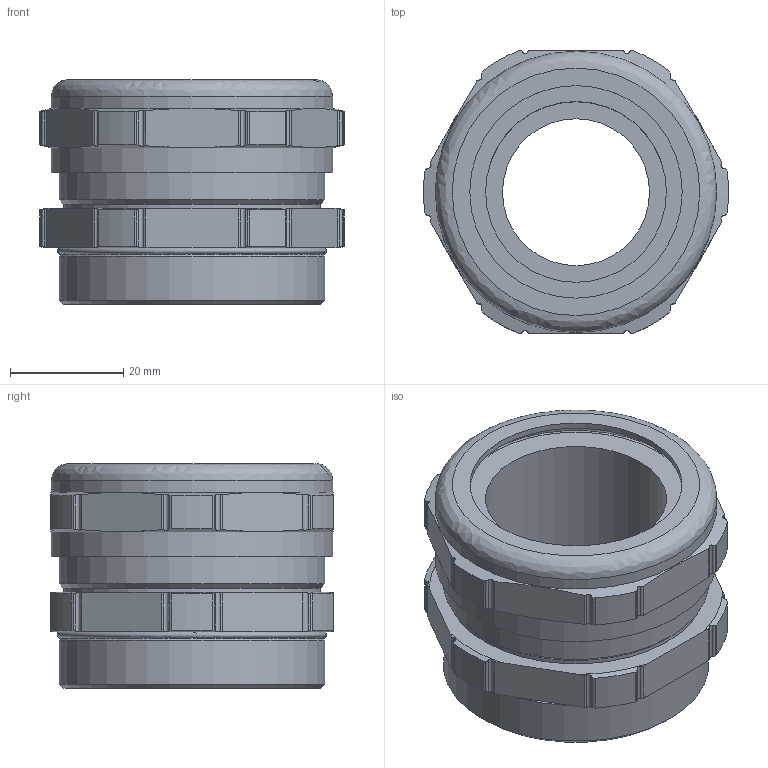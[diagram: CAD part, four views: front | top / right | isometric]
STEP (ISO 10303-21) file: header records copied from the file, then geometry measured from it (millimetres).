
FILE_DESCRIPTION(/* description */ (''),/* implementation_level */ '2;1');
FILE_NAME(/* name */ '100727454ugm000_a.stp',/* time_stamp */ '2017-06-02T13:05:22+02:00',/* author */ (''),/* organization */ (''),/* preprocessor_version */ 'ST-DEVELOPER v16',/* originating_system */ 'SIEMENS PLM Software NX 10.0',/* authorisation */ '');
FILE_SCHEMA (('AUTOMOTIVE_DESIGN { 1 0 10303 214 3 1 1 1 }'));
Length unit declared in the file: millimetre
Products named in the file (1): 100727454ugm000_a
Bounding box: 53.94 x 50.16 x 39.8 mm (x, y, z)
Volume: 38900.8 mm3; surface area: 23581.9 mm2
Topology: 1 solids, 3 shells, 432 faces, 1430 edges, 966 vertices
Faces by surface type: cylinder 186, plane 129, bspline 99, cone 18
Full cylindrical faces by diameter (mm): 26 x1, 32 x1, 37.6 x1, 39 x1, 41.6 x1, 42 x1, 44.8 x1, 45.48 x3, 47 x2, 49.8 x2
Entity records: 23721 total; most frequent: CARTESIAN_POINT 9585, ORIENTED_EDGE 2674, DIRECTION 1941, EDGE_CURVE 1337, VERTEX_POINT 959, AXIS2_PLACEMENT_3D 779, EDGE_LOOP 486, CIRCLE 445
